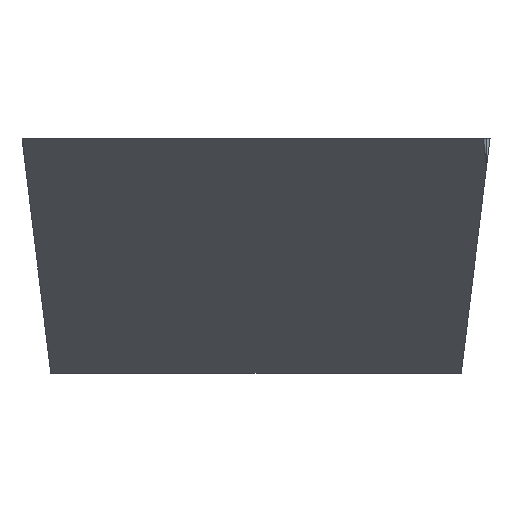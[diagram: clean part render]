
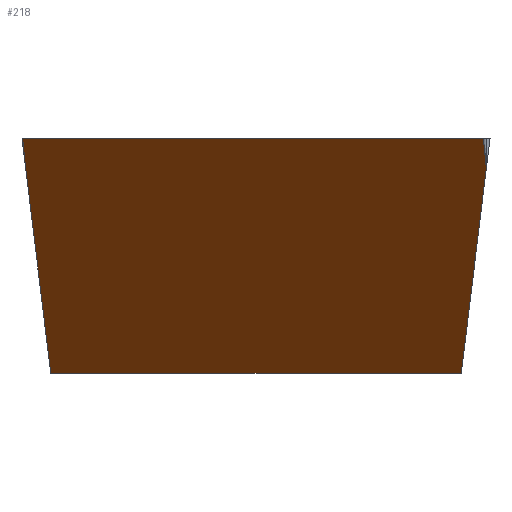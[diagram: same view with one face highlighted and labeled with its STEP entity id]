
A CAD part, left-side view. The second image highlights one B-rep face of the part: STEP entity #218.
In plain terms, the highlighted free-form (B-spline) face has degree [1, 3] with [2, 4] control points.
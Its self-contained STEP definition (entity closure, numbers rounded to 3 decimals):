
#10 = VECTOR ( 'NONE', #101, 1000. ) ;
#26 = VECTOR ( 'NONE', #278, 1000. ) ;
#33 = LINE ( 'NONE', #242, #26 ) ;
#36 = CARTESIAN_POINT ( 'NONE',  ( -0.985, 3.125, -0.407 ) ) ;
#39 = VECTOR ( 'NONE', #219, 1000. ) ;
#61 = LINE ( 'NONE', #240, #39 ) ;
#72 = B_SPLINE_CURVE_WITH_KNOTS ( 'NONE', 3,
 ( #409, #86, #435, #442, #405, #410, #414 ),
 .UNSPECIFIED., .F., .F.,
 ( 4, 3, 4 ),
 ( 0., 0.001, 0.003 ),
 .UNSPECIFIED. ) ;
#86 = CARTESIAN_POINT ( 'NONE',  ( -0.896, 2.841, -2.718 ) ) ;
#94 = LINE ( 'NONE', #148, #10 ) ;
#98 = CARTESIAN_POINT ( 'NONE',  ( -8.831, -2.785, -3.18 ) ) ;
#101 = DIRECTION ( 'NONE',  ( -0.07, 0.1, 0.993 ) ) ;
#117 = CARTESIAN_POINT ( 'NONE',  ( -6.965, -1.001, 0. ) ) ;
#133 = EDGE_CURVE ( 'NONE', #264, #396, #421, .T. ) ;
#134 = CARTESIAN_POINT ( 'NONE',  ( -9.911, -3.125, -0.407 ) ) ;
#137 = FACE_OUTER_BOUND ( 'NONE', #325, .T. ) ;
#142 = CARTESIAN_POINT ( 'NONE',  ( -9.731, -3.068, -0.869 ) ) ;
#144 = EDGE_CURVE ( 'NONE', #264, #193, #72, .T. ) ;
#145 = CARTESIAN_POINT ( 'NONE',  ( -9.011, -2.841, -2.718 ) ) ;
#146 = CARTESIAN_POINT ( 'NONE',  ( -3.989, 1.083, 0. ) ) ;
#147 = CARTESIAN_POINT ( 'NONE',  ( -9.191, -2.898, -2.256 ) ) ;
#148 = CARTESIAN_POINT ( 'NONE',  ( -9.94, -3.084, 0. ) ) ;
#155 = CARTESIAN_POINT ( 'NONE',  ( -9.671, -3.468, -3.816 ) ) ;
#163 = CARTESIAN_POINT ( 'NONE',  ( -9.94, -3.084, 0. ) ) ;
#172 = CARTESIAN_POINT ( 'NONE',  ( -3.529, 0.928, -3.18 ) ) ;
#179 = CARTESIAN_POINT ( 'NONE',  ( -6.696, -1.385, -3.816 ) ) ;
#181 = CARTESIAN_POINT ( 'NONE',  ( -0.745, 2.782, -3.816 ) ) ;
#184 = CARTESIAN_POINT ( 'NONE',  ( -3.721, 0.699, -3.816 ) ) ;
#192 = ORIENTED_EDGE ( 'NONE', *, *, #451, .F. ) ;
#193 = VERTEX_POINT ( 'NONE', #36 ) ;
#201 = ORIENTED_EDGE ( 'NONE', *, *, #440, .T. ) ;
#202 = ORIENTED_EDGE ( 'NONE', *, *, #144, .F. ) ;
#203 = EDGE_CURVE ( 'NONE', #396, #297, #346, .T. ) ;
#205 = ORIENTED_EDGE ( 'NONE', *, *, #133, .T. ) ;
#207 = ORIENTED_EDGE ( 'NONE', *, *, #203, .T. ) ;
#212 = ORIENTED_EDGE ( 'NONE', *, *, #470, .T. ) ;
#218 = ADVANCED_FACE ( 'NONE', ( #137 ), #469, .T. ) ;
#219 = DIRECTION ( 'NONE',  ( 0.07, -0.1, -0.993 ) ) ;
#240 = CARTESIAN_POINT ( 'NONE',  ( -1.014, 3.166, 0. ) ) ;
#242 = CARTESIAN_POINT ( 'NONE',  ( -10.07, -3.175, 0. ) ) ;
#261 = CARTESIAN_POINT ( 'NONE',  ( -0.878, 2.785, -3.18 ) ) ;
#263 = CARTESIAN_POINT ( 'NONE',  ( -9.371, -2.955, -1.794 ) ) ;
#264 = VERTEX_POINT ( 'NONE', #261 ) ;
#278 = DIRECTION ( 'NONE',  ( -0.819, -0.574, 0. ) ) ;
#290 = CARTESIAN_POINT ( 'NONE',  ( -8.831, -2.785, -3.18 ) ) ;
#297 = VERTEX_POINT ( 'NONE', #398 ) ;
#307 = CARTESIAN_POINT ( 'NONE',  ( -9.94, -3.084, 0. ) ) ;
#325 = EDGE_LOOP ( 'NONE', ( #192, #201, #202, #205, #207, #212 ) ) ;
#327 = CARTESIAN_POINT ( 'NONE',  ( -0.878, 2.785, -3.18 ) ) ;
#335 = CARTESIAN_POINT ( 'NONE',  ( -1.014, 3.166, 0. ) ) ;
#342 = VERTEX_POINT ( 'NONE', #307 ) ;
#346 = B_SPLINE_CURVE_WITH_KNOTS ( 'NONE', 3,
 ( #98, #145, #147, #263, #430, #142, #134 ),
 .UNSPECIFIED., .F., .F.,
 ( 4, 3, 4 ),
 ( 0., 0.001, 0.003 ),
 .UNSPECIFIED. ) ;
#359 = VERTEX_POINT ( 'NONE', #371 ) ;
#371 = CARTESIAN_POINT ( 'NONE',  ( -1.014, 3.166, 0. ) ) ;
#385 = CARTESIAN_POINT ( 'NONE',  ( -6.18, -0.928, -3.18 ) ) ;
#396 = VERTEX_POINT ( 'NONE', #290 ) ;
#398 = CARTESIAN_POINT ( 'NONE',  ( -9.911, -3.125, -0.407 ) ) ;
#405 = CARTESIAN_POINT ( 'NONE',  ( -0.95, 3.012, -1.331 ) ) ;
#409 = CARTESIAN_POINT ( 'NONE',  ( -0.878, 2.785, -3.18 ) ) ;
#410 = CARTESIAN_POINT ( 'NONE',  ( -0.967, 3.068, -0.869 ) ) ;
#414 = CARTESIAN_POINT ( 'NONE',  ( -0.985, 3.125, -0.407 ) ) ;
#421 = B_SPLINE_CURVE_WITH_KNOTS ( 'NONE', 3,
 ( #327, #172, #385, #427 ),
 .UNSPECIFIED., .F., .F.,
 ( 4, 4 ),
 ( 0., 0.01 ),
 .UNSPECIFIED. ) ;
#427 = CARTESIAN_POINT ( 'NONE',  ( -8.831, -2.785, -3.18 ) ) ;
#430 = CARTESIAN_POINT ( 'NONE',  ( -9.551, -3.012, -1.331 ) ) ;
#435 = CARTESIAN_POINT ( 'NONE',  ( -0.914, 2.898, -2.256 ) ) ;
#440 = EDGE_CURVE ( 'NONE', #359, #193, #61, .T. ) ;
#442 = CARTESIAN_POINT ( 'NONE',  ( -0.932, 2.955, -1.794 ) ) ;
#451 = EDGE_CURVE ( 'NONE', #359, #342, #33, .T. ) ;
#469 = B_SPLINE_SURFACE_WITH_KNOTS ( 'NONE', 1, 3, ( 
 ( #335, #146, #117, #163 ),
 ( #181, #184, #179, #155 ) ),
 .UNSPECIFIED., .F., .F., .F.,
 ( 2, 2 ),
 ( 4, 4 ),
 ( 0., 1. ),
 ( -0.011, 0. ),
 .UNSPECIFIED. ) ;
#470 = EDGE_CURVE ( 'NONE', #297, #342, #94, .T. ) ;
